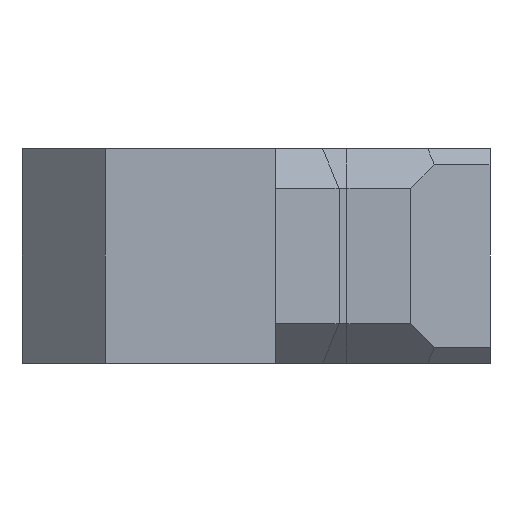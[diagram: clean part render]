
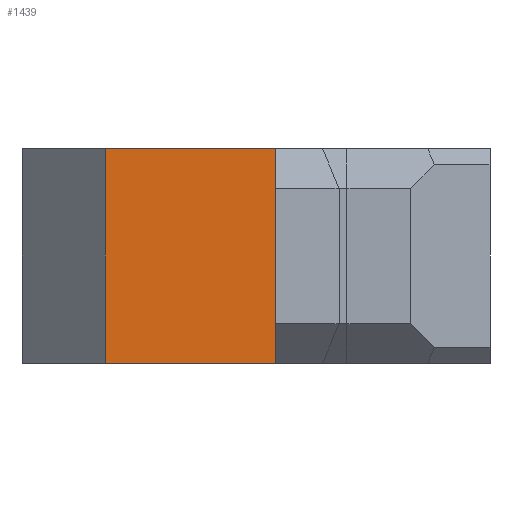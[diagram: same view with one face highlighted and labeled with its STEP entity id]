
A CAD part, left-side view. The second image highlights one B-rep face of the part: STEP entity #1439.
In plain terms, the highlighted planar face has unit normal (-1, 0, 0).
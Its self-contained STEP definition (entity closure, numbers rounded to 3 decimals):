
#68=PLANE('',#1575);
#122=LINE('',#2199,#280);
#166=LINE('',#2303,#324);
#232=LINE('',#2434,#390);
#233=LINE('',#2436,#391);
#280=VECTOR('',#1755,10.);
#324=VECTOR('',#1831,10.);
#390=VECTOR('',#1967,10.);
#391=VECTOR('',#1970,10.);
#483=FACE_OUTER_BOUND('',#563,.T.);
#563=EDGE_LOOP('',(#1337,#1338,#1339,#1340));
#667=VERTEX_POINT('',#2196);
#668=VERTEX_POINT('',#2198);
#711=VERTEX_POINT('',#2300);
#712=VERTEX_POINT('',#2302);
#825=EDGE_CURVE('',#668,#667,#122,.T.);
#877=EDGE_CURVE('',#712,#711,#166,.T.);
#943=EDGE_CURVE('',#711,#668,#232,.T.);
#944=EDGE_CURVE('',#712,#667,#233,.T.);
#1337=ORIENTED_EDGE('',*,*,#825,.T.);
#1338=ORIENTED_EDGE('',*,*,#944,.F.);
#1339=ORIENTED_EDGE('',*,*,#877,.T.);
#1340=ORIENTED_EDGE('',*,*,#943,.T.);
#1439=ADVANCED_FACE('',(#483),#68,.T.);
#1575=AXIS2_PLACEMENT_3D('',#2435,#1968,#1969);
#1755=DIRECTION('',(0.,1.,0.));
#1831=DIRECTION('',(0.,-1.,0.));
#1967=DIRECTION('',(0.,0.,1.));
#1968=DIRECTION('center_axis',(-1.,0.,0.));
#1969=DIRECTION('ref_axis',(0.,-1.,0.));
#1970=DIRECTION('',(0.,0.,1.));
#2196=CARTESIAN_POINT('',(-9.9,24.289,75.4));
#2198=CARTESIAN_POINT('',(-9.9,20.,75.4));
#2199=CARTESIAN_POINT('',(-9.9,23.74,75.4));
#2300=CARTESIAN_POINT('',(-9.9,20.,70.));
#2302=CARTESIAN_POINT('',(-9.9,24.289,70.));
#2303=CARTESIAN_POINT('',(-9.9,24.289,70.));
#2434=CARTESIAN_POINT('',(-9.9,20.,70.));
#2435=CARTESIAN_POINT('Origin',(-9.9,24.289,70.));
#2436=CARTESIAN_POINT('',(-9.9,24.289,70.));
